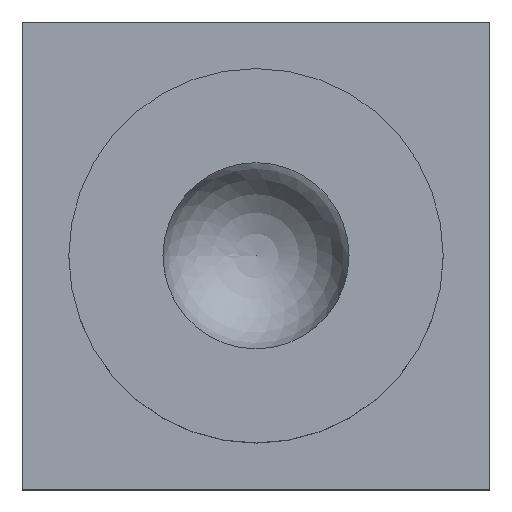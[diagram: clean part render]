
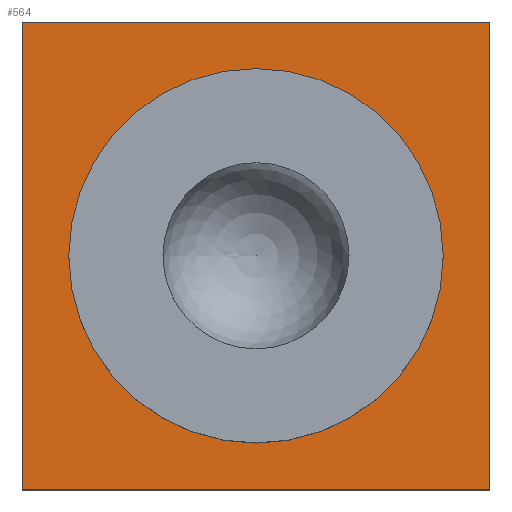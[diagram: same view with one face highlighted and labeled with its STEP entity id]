
A CAD part, top view. The second image highlights one B-rep face of the part: STEP entity #564.
In plain terms, the highlighted planar face has unit normal (0, 0, 1).
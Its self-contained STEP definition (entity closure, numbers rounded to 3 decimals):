
#16=FACE_BOUND('',#229,.T.);
#19=LINE('',#815,#92);
#23=LINE('',#824,#96);
#28=LINE('',#832,#101);
#29=LINE('',#833,#102);
#92=VECTOR('',#664,0.394);
#96=VECTOR('',#670,0.394);
#101=VECTOR('',#679,0.394);
#102=VECTOR('',#680,0.394);
#167=PLANE('',#620);
#197=FACE_OUTER_BOUND('',#228,.T.);
#228=EDGE_LOOP('',(#415,#416,#417,#418));
#229=EDGE_LOOP('',(#419,#420));
#260=CIRCLE('',#621,8.);
#261=CIRCLE('',#622,8.);
#267=VERTEX_POINT('',#811);
#269=VERTEX_POINT('',#814);
#271=VERTEX_POINT('',#820);
#273=VERTEX_POINT('',#823);
#275=VERTEX_POINT('',#834);
#276=VERTEX_POINT('',#835);
#323=EDGE_CURVE('',#269,#267,#19,.T.);
#327=EDGE_CURVE('',#271,#273,#23,.T.);
#332=EDGE_CURVE('',#269,#271,#28,.T.);
#333=EDGE_CURVE('',#267,#273,#29,.T.);
#334=EDGE_CURVE('',#275,#276,#260,.T.);
#335=EDGE_CURVE('',#276,#275,#261,.T.);
#415=ORIENTED_EDGE('',*,*,#327,.F.);
#416=ORIENTED_EDGE('',*,*,#332,.F.);
#417=ORIENTED_EDGE('',*,*,#323,.T.);
#418=ORIENTED_EDGE('',*,*,#333,.T.);
#419=ORIENTED_EDGE('',*,*,#334,.T.);
#420=ORIENTED_EDGE('',*,*,#335,.T.);
#564=ADVANCED_FACE('',(#197,#16),#167,.T.);
#620=AXIS2_PLACEMENT_3D('',#831,#677,#678);
#621=AXIS2_PLACEMENT_3D('',#836,#681,#682);
#622=AXIS2_PLACEMENT_3D('',#837,#683,#684);
#664=DIRECTION('',(-1.,0.,0.));
#670=DIRECTION('',(-1.,0.,0.));
#677=DIRECTION('center_axis',(0.,0.,1.));
#678=DIRECTION('ref_axis',(1.,0.,0.));
#679=DIRECTION('',(0.,-1.,0.));
#680=DIRECTION('',(0.,-1.,0.));
#681=DIRECTION('center_axis',(0.,0.,-1.));
#682=DIRECTION('ref_axis',(1.,0.,0.));
#683=DIRECTION('center_axis',(0.,0.,-1.));
#684=DIRECTION('ref_axis',(1.,0.,0.));
#811=CARTESIAN_POINT('',(-10.,10.,1.));
#814=CARTESIAN_POINT('',(10.,10.,1.));
#815=CARTESIAN_POINT('',(10.,10.,1.));
#820=CARTESIAN_POINT('',(10.,-10.,1.));
#823=CARTESIAN_POINT('',(-10.,-10.,1.));
#824=CARTESIAN_POINT('',(10.,-10.,1.));
#831=CARTESIAN_POINT('Origin',(7.133,2.318,1.));
#832=CARTESIAN_POINT('',(10.,10.,1.));
#833=CARTESIAN_POINT('',(-10.,10.,1.));
#834=CARTESIAN_POINT('',(8.,0.,1.));
#835=CARTESIAN_POINT('',(-8.,0.,1.));
#836=CARTESIAN_POINT('Origin',(0.,0.,1.));
#837=CARTESIAN_POINT('Origin',(0.,0.,1.));
